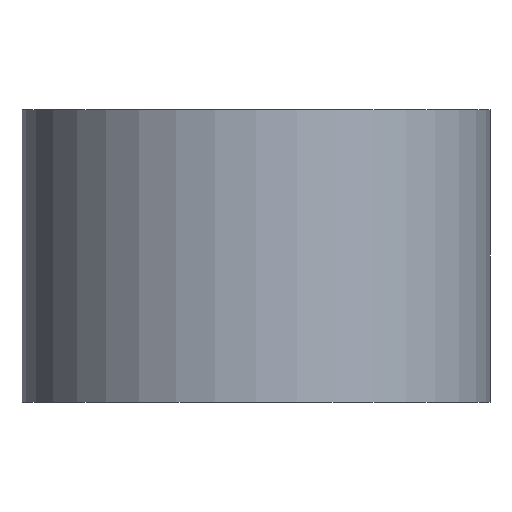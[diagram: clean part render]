
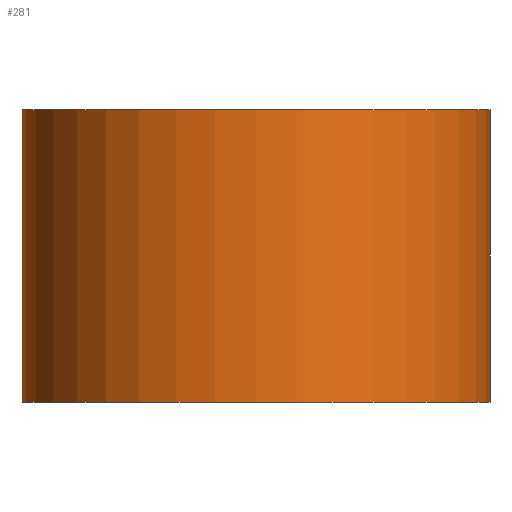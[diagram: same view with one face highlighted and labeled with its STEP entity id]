
A CAD part, front view. The second image highlights one B-rep face of the part: STEP entity #281.
In plain terms, the highlighted cylindrical face has radius 20 mm (diameter 40 mm), a partial arc.
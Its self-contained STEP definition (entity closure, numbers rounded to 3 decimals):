
#10 = VERTEX_POINT ( 'NONE', #261 ) ;
#11 = ORIENTED_EDGE ( 'NONE', *, *, #329, .F. ) ;
#21 = DIRECTION ( 'NONE',  ( 1., 0., 0. ) ) ;
#30 = ORIENTED_EDGE ( 'NONE', *, *, #62, .F. ) ;
#41 = CARTESIAN_POINT ( 'NONE',  ( -20., 0., 40. ) ) ;
#49 = CARTESIAN_POINT ( 'NONE',  ( -20., 0., 0. ) ) ;
#51 = CYLINDRICAL_SURFACE ( 'NONE', #322, 20. ) ;
#62 = EDGE_CURVE ( 'NONE', #252, #161, #194, .T. ) ;
#75 = CARTESIAN_POINT ( 'NONE',  ( 20., 0., 40. ) ) ;
#79 = EDGE_LOOP ( 'NONE', ( #30, #196, #214, #11 ) ) ;
#82 = AXIS2_PLACEMENT_3D ( 'NONE', #245, #144, #96 ) ;
#89 = VERTEX_POINT ( 'NONE', #123 ) ;
#96 = DIRECTION ( 'NONE',  ( 1., 0., 0. ) ) ;
#97 = CARTESIAN_POINT ( 'NONE',  ( 0., 0., 40. ) ) ;
#107 = AXIS2_PLACEMENT_3D ( 'NONE', #310, #213, #217 ) ;
#120 = DIRECTION ( 'NONE',  ( 0., 0., 1. ) ) ;
#123 = CARTESIAN_POINT ( 'NONE',  ( 20., 0., 0. ) ) ;
#128 = EDGE_CURVE ( 'NONE', #89, #10, #204, .T. ) ;
#131 = VECTOR ( 'NONE', #239, 1000. ) ;
#142 = CIRCLE ( 'NONE', #107, 20. ) ;
#144 = DIRECTION ( 'NONE',  ( 0., 0., 1. ) ) ;
#149 = DIRECTION ( 'NONE',  ( 0., 0., 1. ) ) ;
#161 = VERTEX_POINT ( 'NONE', #271 ) ;
#194 = LINE ( 'NONE', #41, #131 ) ;
#196 = ORIENTED_EDGE ( 'NONE', *, *, #254, .T. ) ;
#204 = LINE ( 'NONE', #75, #205 ) ;
#205 = VECTOR ( 'NONE', #120, 1000. ) ;
#213 = DIRECTION ( 'NONE',  ( 0., 0., 1. ) ) ;
#214 = ORIENTED_EDGE ( 'NONE', *, *, #128, .T. ) ;
#217 = DIRECTION ( 'NONE',  ( 1., 0., 0. ) ) ;
#239 = DIRECTION ( 'NONE',  ( 0., 0., 1. ) ) ;
#245 = CARTESIAN_POINT ( 'NONE',  ( 0., 0., 0. ) ) ;
#252 = VERTEX_POINT ( 'NONE', #49 ) ;
#254 = EDGE_CURVE ( 'NONE', #252, #89, #291, .T. ) ;
#261 = CARTESIAN_POINT ( 'NONE',  ( 20., 0., 25. ) ) ;
#271 = CARTESIAN_POINT ( 'NONE',  ( -20., 0., 25. ) ) ;
#277 = FACE_OUTER_BOUND ( 'NONE', #79, .T. ) ;
#281 = ADVANCED_FACE ( 'NONE', ( #277 ), #51, .T. ) ;
#291 = CIRCLE ( 'NONE', #82, 20. ) ;
#310 = CARTESIAN_POINT ( 'NONE',  ( 0., 0., 25. ) ) ;
#322 = AXIS2_PLACEMENT_3D ( 'NONE', #97, #149, #21 ) ;
#329 = EDGE_CURVE ( 'NONE', #161, #10, #142, .T. ) ;
